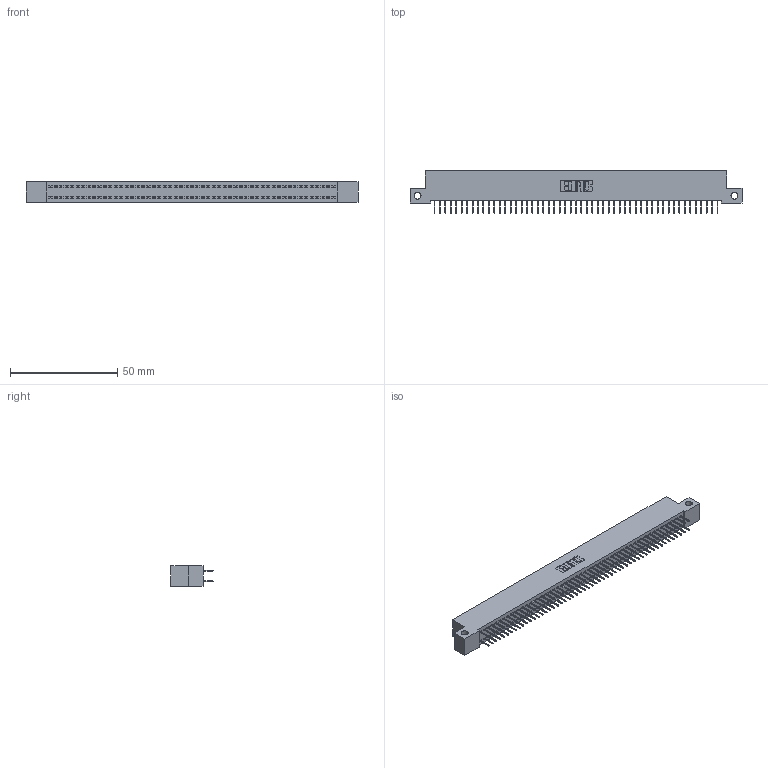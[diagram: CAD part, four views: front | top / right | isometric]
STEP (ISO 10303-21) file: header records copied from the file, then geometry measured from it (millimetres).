
FILE_DESCRIPTION (( 'STEP AP203' ), '1' );
FILE_NAME ('392-106-524-212.STEP', '2019-10-09T22:30:03', ( '' ), ( '' ), 'SwSTEP 2.0', 'SolidWorks 2016', '' );
FILE_SCHEMA (( 'CONFIG_CONTROL_DESIGN' ));
Length unit declared in the file: inch
Products named in the file (3): 342 Part_Side Mount; 345-292-001_345-293-124; 392-106-524-212
Assembly tree (107 placements, depth 2):
  392-106-524-212
    342 Part_Side Mount
    345-292-001_345-293-124  x106
Bounding box: 154.94 x 19.69 x 9.4 mm (x, y, z)
Volume: 13739.1 mm3; surface area: 22057.8 mm2
Topology: 107 solids, 107 shells, 6046 faces, 17153 edges, 11010 vertices
Faces by surface type: plane 4518, cylinder 1528
Entity records: 32619 total; most frequent: CARTESIAN_POINT 5390, ORIENTED_EDGE 5326, DIRECTION 4587, EDGE_CURVE 2663, VECTOR 2539, LINE 2539, VERTEX_POINT 1770, AXIS2_PLACEMENT_3D 1024
